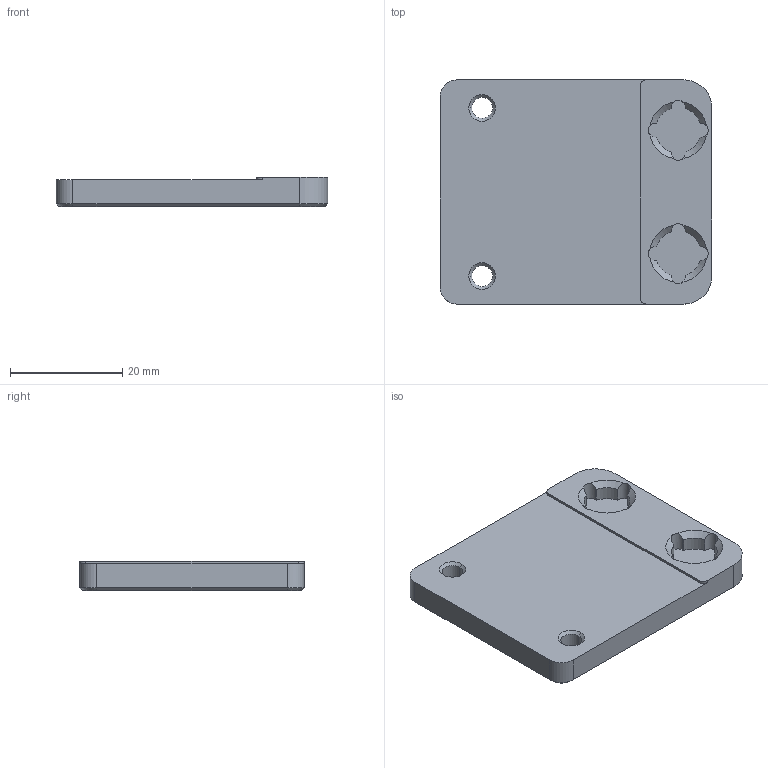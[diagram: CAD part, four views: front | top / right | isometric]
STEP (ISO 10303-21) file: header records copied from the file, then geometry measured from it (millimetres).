
FILE_DESCRIPTION (( 'STEP AP203' ), '1' );
FILE_NAME ('10378_U1Custom_TopDoorstop-revB-Released.STEP', '2023-08-17T18:25:37', ( '' ), ( '' ), 'SwSTEP 2.0', 'SolidWorks 2022', '' );
FILE_SCHEMA (( 'CONFIG_CONTROL_DESIGN' ));
Length unit declared in the file: millimetre
Products named in the file (1): 10378_U1Custom_TopDoorstop-revB-Released
Bounding box: 48.5 x 40 x 5.25 mm (x, y, z)
Volume: 8901.2 mm3; surface area: 4918.4 mm2
Topology: 1 solids, 1 shells, 70 faces, 182 edges, 116 vertices
Faces by surface type: cylinder 36, cone 20, plane 14
Entity records: 2327 total; most frequent: CARTESIAN_POINT 497, DIRECTION 384, ORIENTED_EDGE 364, EDGE_CURVE 182, AXIS2_PLACEMENT_3D 155, VERTEX_POINT 116, CIRCLE 84, EDGE_LOOP 76
